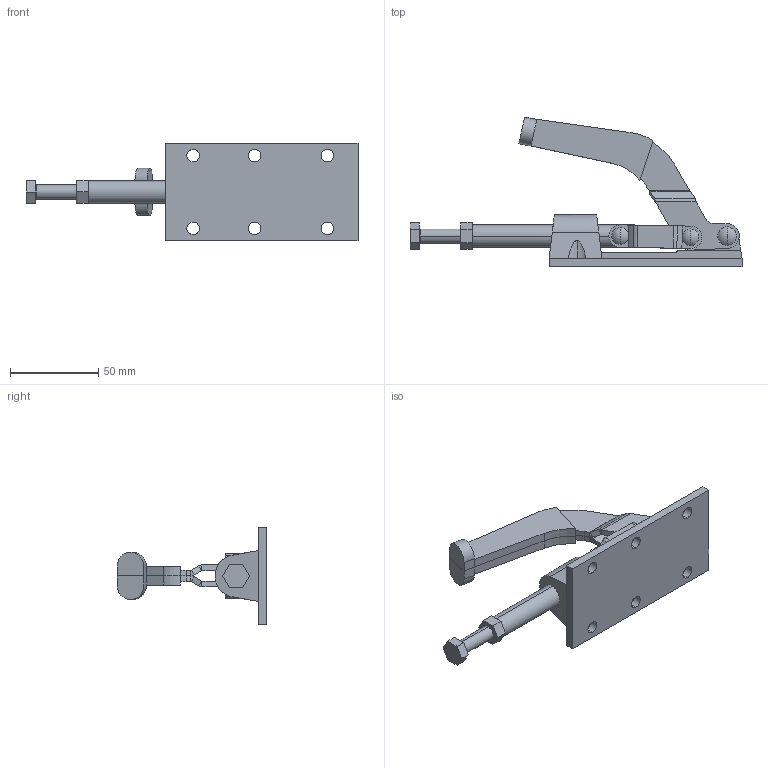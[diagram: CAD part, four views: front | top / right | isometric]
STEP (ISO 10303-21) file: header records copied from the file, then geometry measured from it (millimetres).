
FILE_DESCRIPTION (( 'STEP AP214' ), '1' );
FILE_NAME ('493792(GH-30607M).STEP', '2019-01-15T01:42:09', ( 'LinWei' ), ( '' ), 'SwSTEP 2.0', 'SolidWorks 2016', '' );
FILE_SCHEMA (( 'AUTOMOTIVE_DESIGN' ));
Length unit declared in the file: millimetre
Products named in the file (5): 3302713-1^493792(GH-30607M); Group4^493792(GH-30607M); Group2^493792(GH-30607M); Group1^493792(GH-30607M); 493792(GH-30607M)
Assembly tree (4 placements, depth 2):
  493792(GH-30607M)
    Group1^493792(GH-30607M)
    Group2^493792(GH-30607M)
    Group4^493792(GH-30607M)
    3302713-1^493792(GH-30607M)
Bounding box: 188.48 x 85.1 x 55.6 mm (x, y, z)
Volume: 89210.3 mm3; surface area: 37940.3 mm2
Topology: 4 solids, 4 shells, 249 faces, 577 edges, 345 vertices
Faces by surface type: plane 145, cylinder 78, bspline 12, torus 8, sphere 6
Entity records: 8553 total; most frequent: CARTESIAN_POINT 1521, DIRECTION 1193, ORIENTED_EDGE 1154, EDGE_CURVE 577, AXIS2_PLACEMENT_3D 409, LINE 375, VECTOR 375, VERTEX_POINT 345
